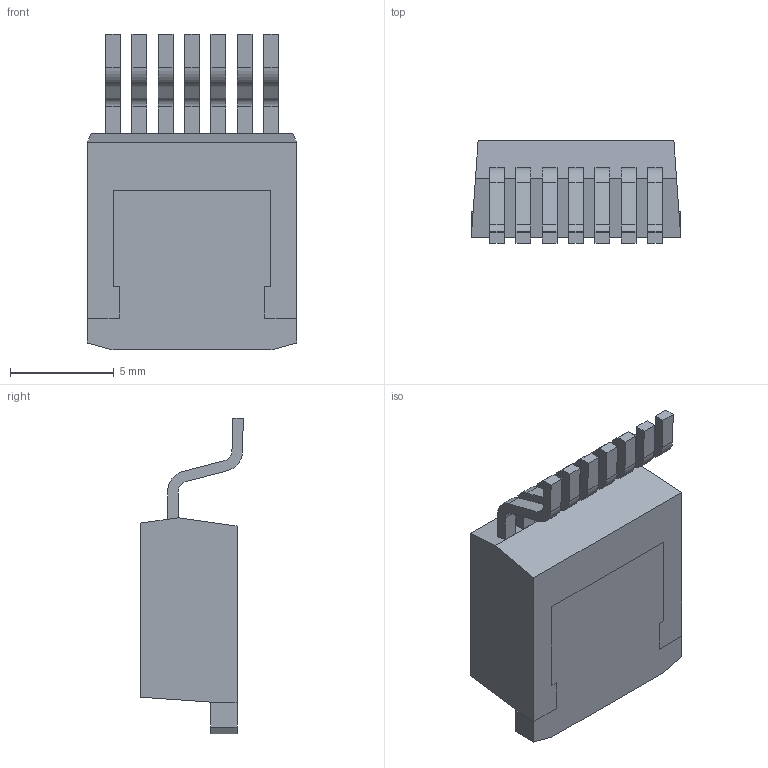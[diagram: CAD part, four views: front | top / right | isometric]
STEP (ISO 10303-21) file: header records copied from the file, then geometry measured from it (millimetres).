
FILE_DESCRIPTION (( 'STEP AP214' ), '1' );
FILE_NAME ('KTW7.STEP', '2020-08-26T13:29:59', ( '' ), ( '' ), 'SwSTEP 2.0', 'SolidWorks 2017', '' );
FILE_SCHEMA (( 'AUTOMOTIVE_DESIGN' ));
Length unit declared in the file: inch
Products named in the file (1): KTW7
Bounding box: 10.1 x 4.95 x 15.24 mm (x, y, z)
Volume: 428.8 mm3; surface area: 645.5 mm2
Topology: 9 solids, 9 shells, 131 faces, 337 edges, 224 vertices
Faces by surface type: plane 103, cylinder 28
Entity records: 4300 total; most frequent: CARTESIAN_POINT 693, ORIENTED_EDGE 674, DIRECTION 657, EDGE_CURVE 337, LINE 281, VECTOR 281, VERTEX_POINT 224, AXIS2_PLACEMENT_3D 188
